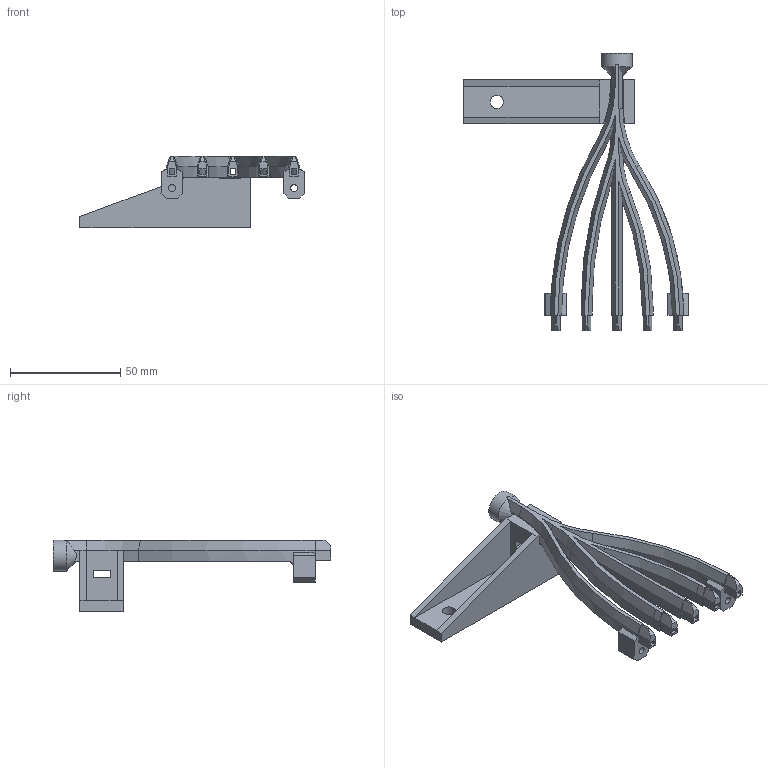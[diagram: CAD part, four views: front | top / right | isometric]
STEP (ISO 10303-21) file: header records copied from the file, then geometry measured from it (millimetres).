
FILE_DESCRIPTION(/* description */ (''),/* implementation_level */ '2;1');
FILE_NAME(/* name */ 'Cube_frame_mount.step',/* time_stamp */ '2021-09-29T19:36:06-04:00',/* author */ (''),/* organization */ (''),/* preprocessor_version */ 'ST-DEVELOPER v18.1',/* originating_system */ 'Autodesk Translation Framework v10.10.0.1391',/* authorisation */ '');
FILE_SCHEMA (('AUTOMOTIVE_DESIGN { 1 0 10303 214 3 1 1 }'));
Length unit declared in the file: millimetre
Products named in the file (1): FusionComponent
Bounding box: 102 x 126 x 32.42 mm (x, y, z)
Volume: 35374.4 mm3; surface area: 27102.6 mm2
Topology: 2 solids, 2 shells, 276 faces, 743 edges, 468 vertices
Faces by surface type: plane 128, bspline 75, cylinder 56, cone 17
Full cylindrical faces by diameter (mm): 6 x3, 10.148 x5, 14 x1
Entity records: 10156 total; most frequent: CARTESIAN_POINT 3578, ORIENTED_EDGE 1486, DIRECTION 1148, EDGE_CURVE 743, LINE 498, VECTOR 498, VERTEX_POINT 468, AXIS2_PLACEMENT_3D 325
